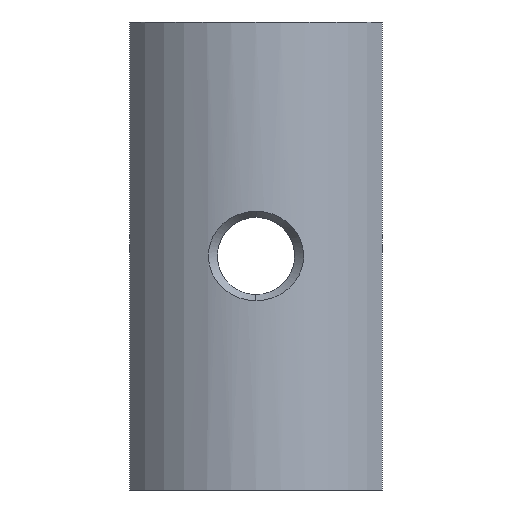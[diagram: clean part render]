
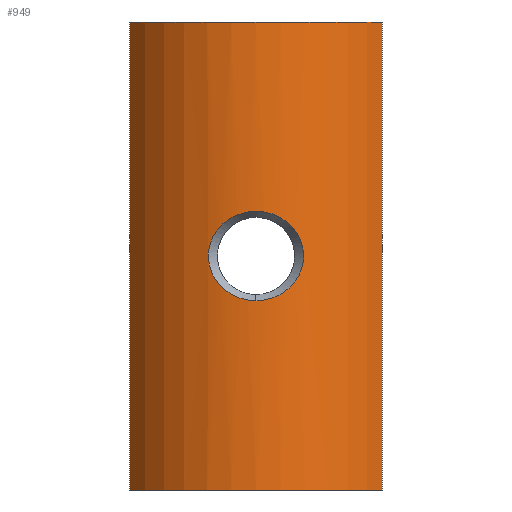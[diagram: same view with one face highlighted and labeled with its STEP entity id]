
A CAD part, front view. The second image highlights one B-rep face of the part: STEP entity #949.
In plain terms, the highlighted cylindrical face has radius 6.5 mm (diameter 13 mm), a partial arc.
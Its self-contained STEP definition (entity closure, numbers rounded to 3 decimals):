
#14 = DIRECTION ( 'NONE',  ( -1., 0., 0. ) ) ;
#34 = CARTESIAN_POINT ( 'NONE',  ( 2.036, -3.773, 0.134 ) ) ;
#40 = EDGE_LOOP ( 'NONE', ( #1270, #693, #982, #999 ) ) ;
#41 = CARTESIAN_POINT ( 'NONE',  ( -0.001, -4.1, -1.909 ) ) ;
#45 = DIRECTION ( 'NONE',  ( 0., 0., -1. ) ) ;
#69 = CARTESIAN_POINT ( 'NONE',  ( -0.998, -4.024, -1.667 ) ) ;
#72 = CARTESIAN_POINT ( 'NONE',  ( 1.921, -3.81, 0.639 ) ) ;
#80 = CARTESIAN_POINT ( 'NONE',  ( -1.751, -3.86, 0.979 ) ) ;
#114 = B_SPLINE_CURVE_WITH_KNOTS ( 'NONE', 3,
 ( #749, #122, #268, #974, #374, #1081, #473, #1173, #574, #1266, #675, #72, #192, #640, #34, #747, #124, #853, #231, #943, #347, #1051, #439, #1144, #539, #1236, #646, #41 ),
 .UNSPECIFIED., .F., .F.,
 ( 4, 2, 2, 2, 2, 2, 2, 2, 2, 2, 2, 2, 2, 4 ),
 ( 0., 0., 0.001, 0.001, 0.002, 0.002, 0.003, 0.003, 0.004, 0.004, 0.004, 0.005, 0.005, 0.006 ),
 .UNSPECIFIED. ) ;
#122 = CARTESIAN_POINT ( 'NONE',  ( 0.131, -4.1, 1.909 ) ) ;
#124 = CARTESIAN_POINT ( 'NONE',  ( 2.021, -3.778, -0.257 ) ) ;
#141 = VERTEX_POINT ( 'NONE', #813 ) ;
#152 = CARTESIAN_POINT ( 'NONE',  ( -1.76, -3.858, -0.988 ) ) ;
#155 = CARTESIAN_POINT ( 'NONE',  ( -0.516, -4.081, -1.85 ) ) ;
#160 = CARTESIAN_POINT ( 'NONE',  ( 0., -4.1, 1.909 ) ) ;
#192 = CARTESIAN_POINT ( 'NONE',  ( 1.963, -3.796, 0.515 ) ) ;
#231 = CARTESIAN_POINT ( 'NONE',  ( 1.923, -3.809, -0.633 ) ) ;
#263 = CARTESIAN_POINT ( 'NONE',  ( -1.963, -3.797, -0.515 ) ) ;
#268 = CARTESIAN_POINT ( 'NONE',  ( 0.26, -4.096, 1.897 ) ) ;
#278 = VERTEX_POINT ( 'NONE', #688 ) ;
#323 = CARTESIAN_POINT ( 'NONE',  ( -1.005, -4.026, 1.677 ) ) ;
#325 = EDGE_CURVE ( 'NONE', #380, #1061, #680, .T. ) ;
#347 = CARTESIAN_POINT ( 'NONE',  ( 1.75, -3.86, -0.98 ) ) ;
#365 = CARTESIAN_POINT ( 'NONE',  ( -5.4, -1.218, 10. ) ) ;
#370 = CARTESIAN_POINT ( 'NONE',  ( -1.218, -3.986, -1.534 ) ) ;
#374 = CARTESIAN_POINT ( 'NONE',  ( 0.642, -4.069, 1.814 ) ) ;
#380 = VERTEX_POINT ( 'NONE', #700 ) ;
#428 = DIRECTION ( 'NONE',  ( 0., 0., 1. ) ) ;
#439 = CARTESIAN_POINT ( 'NONE',  ( 1.512, -3.922, -1.284 ) ) ;
#449 = DIRECTION ( 'NONE',  ( -1., 0., 0. ) ) ;
#459 = CYLINDRICAL_SURFACE ( 'NONE', #1249, 6.5 ) ;
#460 = EDGE_CURVE ( 'NONE', #1207, #141, #856, .T. ) ;
#468 = CARTESIAN_POINT ( 'NONE',  ( -1.92, -3.81, -0.639 ) ) ;
#473 = CARTESIAN_POINT ( 'NONE',  ( 0.998, -4.024, 1.667 ) ) ;
#478 = CARTESIAN_POINT ( 'NONE',  ( -1.816, -3.841, 0.868 ) ) ;
#506 = CARTESIAN_POINT ( 'NONE',  ( -0.001, -4.1, -1.909 ) ) ;
#519 = EDGE_LOOP ( 'NONE', ( #862, #924 ) ) ;
#539 = CARTESIAN_POINT ( 'NONE',  ( 1.003, -4.027, -1.677 ) ) ;
#545 = DIRECTION ( 'NONE',  ( 0., 0., -1. ) ) ;
#561 = EDGE_CURVE ( 'NONE', #1061, #380, #114, .T. ) ;
#571 = CARTESIAN_POINT ( 'NONE',  ( -0.261, -4.096, -1.897 ) ) ;
#574 = CARTESIAN_POINT ( 'NONE',  ( 1.322, -3.965, 1.456 ) ) ;
#576 = CARTESIAN_POINT ( 'NONE',  ( -1.513, -3.922, 1.283 ) ) ;
#583 = FACE_OUTER_BOUND ( 'NONE', #40, .T. ) ;
#602 = EDGE_CURVE ( 'NONE', #141, #1285, #823, .T. ) ;
#617 = DIRECTION ( 'NONE',  ( 0., 0., 1. ) ) ;
#620 = CARTESIAN_POINT ( 'NONE',  ( 5.4, -1.218, -10. ) ) ;
#640 = CARTESIAN_POINT ( 'NONE',  ( 2.021, -3.778, 0.262 ) ) ;
#643 = DIRECTION ( 'NONE',  ( 0., 0., -1. ) ) ;
#646 = CARTESIAN_POINT ( 'NONE',  ( 0.261, -4.1, -1.909 ) ) ;
#666 = CARTESIAN_POINT ( 'NONE',  ( -1.965, -3.796, 0.509 ) ) ;
#672 = CARTESIAN_POINT ( 'NONE',  ( -2.02, -3.778, -0.262 ) ) ;
#675 = CARTESIAN_POINT ( 'NONE',  ( 1.761, -3.858, 0.988 ) ) ;
#680 = B_SPLINE_CURVE_WITH_KNOTS ( 'NONE', 3,
 ( #506, #718, #571, #155, #1265, #880, #69, #370, #1077, #970, #152, #468, #263, #672, #1259, #1169, #876, #666, #773, #478, #80, #821, #576, #1187, #323, #781, #1084, #160 ),
 .UNSPECIFIED., .F., .F.,
 ( 4, 2, 2, 2, 2, 2, 2, 2, 2, 2, 2, 2, 2, 4 ),
 ( 0., 0., 0.001, 0.001, 0.002, 0.002, 0.003, 0.003, 0.004, 0.004, 0.004, 0.005, 0.005, 0.006 ),
 .UNSPECIFIED. ) ;
#688 = CARTESIAN_POINT ( 'NONE',  ( -5.4, -1.218, -10. ) ) ;
#693 = ORIENTED_EDGE ( 'NONE', *, *, #1166, .T. ) ;
#700 = CARTESIAN_POINT ( 'NONE',  ( -0.001, -4.1, -1.909 ) ) ;
#718 = CARTESIAN_POINT ( 'NONE',  ( -0.132, -4.1, -1.909 ) ) ;
#747 = CARTESIAN_POINT ( 'NONE',  ( 2.036, -3.773, -0.125 ) ) ;
#749 = CARTESIAN_POINT ( 'NONE',  ( 0., -4.1, 1.909 ) ) ;
#750 = CARTESIAN_POINT ( 'NONE',  ( -5.4, -1.218, 10. ) ) ;
#773 = CARTESIAN_POINT ( 'NONE',  ( -1.924, -3.809, 0.632 ) ) ;
#781 = CARTESIAN_POINT ( 'NONE',  ( -0.524, -4.083, 1.86 ) ) ;
#813 = CARTESIAN_POINT ( 'NONE',  ( 5.4, -1.218, 10. ) ) ;
#821 = CARTESIAN_POINT ( 'NONE',  ( -1.6, -3.9, 1.186 ) ) ;
#823 = CIRCLE ( 'NONE', #899, 6.5 ) ;
#832 = FACE_BOUND ( 'NONE', #519, .T. ) ;
#843 = CIRCLE ( 'NONE', #1039, 6.5 ) ;
#853 = CARTESIAN_POINT ( 'NONE',  ( 1.965, -3.796, -0.509 ) ) ;
#856 = LINE ( 'NONE', #1139, #1118 ) ;
#862 = ORIENTED_EDGE ( 'NONE', *, *, #561, .T. ) ;
#876 = CARTESIAN_POINT ( 'NONE',  ( -2.022, -3.778, 0.256 ) ) ;
#880 = CARTESIAN_POINT ( 'NONE',  ( -0.883, -4.041, -1.723 ) ) ;
#899 = AXIS2_PLACEMENT_3D ( 'NONE', #1150, #545, #1241 ) ;
#924 = ORIENTED_EDGE ( 'NONE', *, *, #325, .T. ) ;
#943 = CARTESIAN_POINT ( 'NONE',  ( 1.815, -3.842, -0.869 ) ) ;
#949 = ADVANCED_FACE ( 'NONE', ( #583, #832 ), #459, .T. ) ;
#970 = CARTESIAN_POINT ( 'NONE',  ( -1.605, -3.902, -1.2 ) ) ;
#974 = CARTESIAN_POINT ( 'NONE',  ( 0.515, -4.081, 1.85 ) ) ;
#982 = ORIENTED_EDGE ( 'NONE', *, *, #1108, .T. ) ;
#999 = ORIENTED_EDGE ( 'NONE', *, *, #460, .T. ) ;
#1039 = AXIS2_PLACEMENT_3D ( 'NONE', #1209, #617, #14 ) ;
#1051 = CARTESIAN_POINT ( 'NONE',  ( 1.599, -3.901, -1.187 ) ) ;
#1061 = VERTEX_POINT ( 'NONE', #1117 ) ;
#1077 = CARTESIAN_POINT ( 'NONE',  ( -1.322, -3.965, -1.457 ) ) ;
#1081 = CARTESIAN_POINT ( 'NONE',  ( 0.882, -4.041, 1.723 ) ) ;
#1084 = CARTESIAN_POINT ( 'NONE',  ( -0.262, -4.1, 1.909 ) ) ;
#1108 = EDGE_CURVE ( 'NONE', #278, #1207, #843, .T. ) ;
#1117 = CARTESIAN_POINT ( 'NONE',  ( 0., -4.1, 1.909 ) ) ;
#1118 = VECTOR ( 'NONE', #428, 1000. ) ;
#1139 = CARTESIAN_POINT ( 'NONE',  ( 5.4, -1.218, 10. ) ) ;
#1144 = CARTESIAN_POINT ( 'NONE',  ( 1.228, -3.986, -1.542 ) ) ;
#1150 = CARTESIAN_POINT ( 'NONE',  ( 0., 2.4, 10. ) ) ;
#1166 = EDGE_CURVE ( 'NONE', #1285, #278, #1232, .T. ) ;
#1169 = CARTESIAN_POINT ( 'NONE',  ( -2.036, -3.773, 0.124 ) ) ;
#1173 = CARTESIAN_POINT ( 'NONE',  ( 1.218, -3.986, 1.533 ) ) ;
#1187 = CARTESIAN_POINT ( 'NONE',  ( -1.229, -3.986, 1.541 ) ) ;
#1201 = VECTOR ( 'NONE', #643, 1000. ) ;
#1207 = VERTEX_POINT ( 'NONE', #620 ) ;
#1209 = CARTESIAN_POINT ( 'NONE',  ( 0., 2.4, -10. ) ) ;
#1232 = LINE ( 'NONE', #750, #1201 ) ;
#1236 = CARTESIAN_POINT ( 'NONE',  ( 0.522, -4.084, -1.86 ) ) ;
#1240 = CARTESIAN_POINT ( 'NONE',  ( 0., 2.4, 10. ) ) ;
#1241 = DIRECTION ( 'NONE',  ( -1., 0., 0. ) ) ;
#1249 = AXIS2_PLACEMENT_3D ( 'NONE', #1240, #45, #449 ) ;
#1259 = CARTESIAN_POINT ( 'NONE',  ( -2.035, -3.773, -0.134 ) ) ;
#1265 = CARTESIAN_POINT ( 'NONE',  ( -0.642, -4.069, -1.815 ) ) ;
#1266 = CARTESIAN_POINT ( 'NONE',  ( 1.605, -3.902, 1.2 ) ) ;
#1270 = ORIENTED_EDGE ( 'NONE', *, *, #602, .T. ) ;
#1285 = VERTEX_POINT ( 'NONE', #365 ) ;
